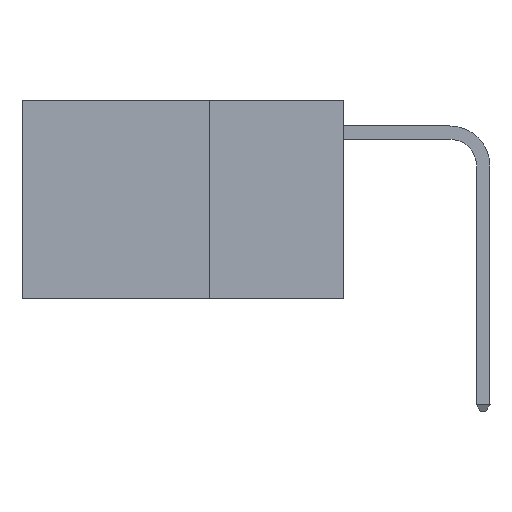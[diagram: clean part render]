
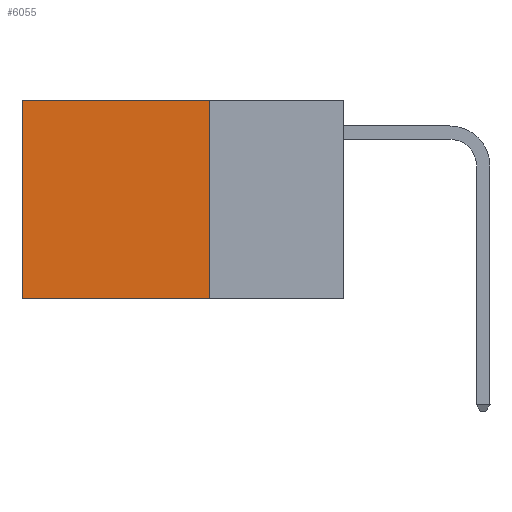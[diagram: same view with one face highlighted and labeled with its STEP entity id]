
A CAD part, left-side view. The second image highlights one B-rep face of the part: STEP entity #6055.
In plain terms, the highlighted planar face has unit normal (-1, 0, 0).
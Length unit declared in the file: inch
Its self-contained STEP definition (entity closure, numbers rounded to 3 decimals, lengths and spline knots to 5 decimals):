
#402 = DIRECTION ( 'NONE',  ( 0., 0., -1. ) ) ;
#444 = CARTESIAN_POINT ( 'NONE',  ( 0.2625, 0.6, 0. ) ) ;
#568 = CARTESIAN_POINT ( 'NONE',  ( 0.2625, 0.25, -0.37 ) ) ;
#1253 = EDGE_CURVE ( 'NONE', #8943, #13865, #8721, .T. ) ;
#1656 = ORIENTED_EDGE ( 'NONE', *, *, #1253, .F. ) ;
#1959 = EDGE_CURVE ( 'NONE', #11068, #8943, #5120, .T. ) ;
#2159 = ORIENTED_EDGE ( 'NONE', *, *, #1959, .F. ) ;
#2179 = DIRECTION ( 'NONE',  ( 0., 1., 0. ) ) ;
#2215 = CARTESIAN_POINT ( 'NONE',  ( 0.2625, 0.25, -0.37 ) ) ;
#2856 = CARTESIAN_POINT ( 'NONE',  ( 0.2625, 0.6, -0.37 ) ) ;
#3037 = EDGE_LOOP ( 'NONE', ( #9414, #1656, #2159, #4348 ) ) ;
#4348 = ORIENTED_EDGE ( 'NONE', *, *, #10923, .T. ) ;
#5047 = VECTOR ( 'NONE', #13293, 39.37008 ) ;
#5081 = CARTESIAN_POINT ( 'NONE',  ( 0.2625, 0.25, 0. ) ) ;
#5120 = LINE ( 'NONE', #13464, #5047 ) ;
#5937 = CARTESIAN_POINT ( 'NONE',  ( 0.2625, 0.25, 0. ) ) ;
#6055 = ADVANCED_FACE ( 'NONE', ( #16542 ), #16473, .F. ) ;
#6056 = VERTEX_POINT ( 'NONE', #16351 ) ;
#6113 = DIRECTION ( 'NONE',  ( 0., 1., 0. ) ) ;
#8450 = AXIS2_PLACEMENT_3D ( 'NONE', #16355, #16264, #16241 ) ;
#8653 = VECTOR ( 'NONE', #2179, 39.37008 ) ;
#8721 = LINE ( 'NONE', #2215, #8653 ) ;
#8943 = VERTEX_POINT ( 'NONE', #568 ) ;
#8949 = EDGE_CURVE ( 'NONE', #6056, #13865, #11973, .T. ) ;
#9414 = ORIENTED_EDGE ( 'NONE', *, *, #8949, .T. ) ;
#10923 = EDGE_CURVE ( 'NONE', #11068, #6056, #14631, .T. ) ;
#11068 = VERTEX_POINT ( 'NONE', #5081 ) ;
#11898 = VECTOR ( 'NONE', #402, 39.37008 ) ;
#11973 = LINE ( 'NONE', #444, #11898 ) ;
#13293 = DIRECTION ( 'NONE',  ( 0., 0., -1. ) ) ;
#13464 = CARTESIAN_POINT ( 'NONE',  ( 0.2625, 0.25, 0. ) ) ;
#13865 = VERTEX_POINT ( 'NONE', #2856 ) ;
#14522 = VECTOR ( 'NONE', #6113, 39.37008 ) ;
#14631 = LINE ( 'NONE', #5937, #14522 ) ;
#16241 = DIRECTION ( 'NONE',  ( 0., 0., -1. ) ) ;
#16264 = DIRECTION ( 'NONE',  ( 1., 0., 0. ) ) ;
#16351 = CARTESIAN_POINT ( 'NONE',  ( 0.2625, 0.6, 0. ) ) ;
#16355 = CARTESIAN_POINT ( 'NONE',  ( 0.2625, 0.25, 0. ) ) ;
#16473 = PLANE ( 'NONE',  #8450 ) ;
#16542 = FACE_OUTER_BOUND ( 'NONE', #3037, .T. ) ;
